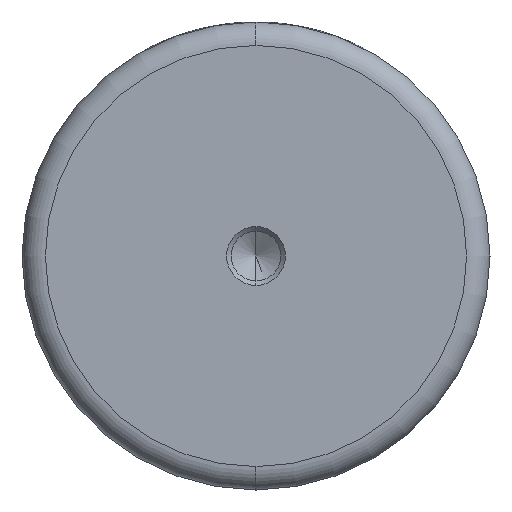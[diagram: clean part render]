
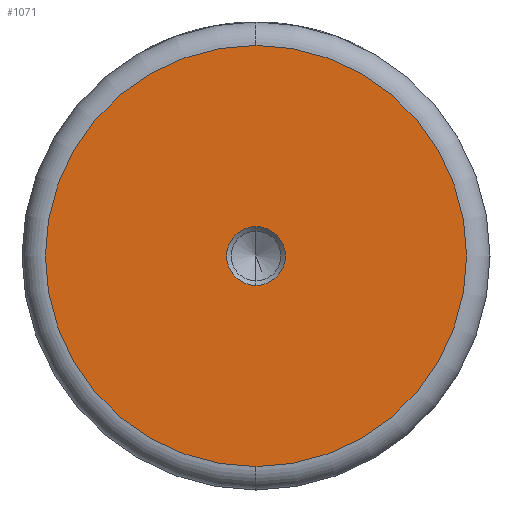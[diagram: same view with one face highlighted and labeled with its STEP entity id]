
A CAD part, left-side view. The second image highlights one B-rep face of the part: STEP entity #1071.
In plain terms, the highlighted planar face has unit normal (-1, 0, 0).
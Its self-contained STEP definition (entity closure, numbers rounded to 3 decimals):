
#37 = AXIS2_PLACEMENT_3D ( 'NONE', #547, #1376, #660 ) ;
#96 = AXIS2_PLACEMENT_3D ( 'NONE', #1178, #479, #1306 ) ;
#202 = EDGE_LOOP ( 'NONE', ( #885, #226 ) ) ;
#216 = AXIS2_PLACEMENT_3D ( 'NONE', #553, #1386, #667 ) ;
#221 = EDGE_LOOP ( 'NONE', ( #255, #1064 ) ) ;
#226 = ORIENTED_EDGE ( 'NONE', *, *, #858, .F. ) ;
#255 = ORIENTED_EDGE ( 'NONE', *, *, #1139, .T. ) ;
#292 = CIRCLE ( 'NONE', #96, 36. ) ;
#302 = VERTEX_POINT ( 'NONE', #1339 ) ;
#343 = FACE_OUTER_BOUND ( 'NONE', #221, .T. ) ;
#479 = DIRECTION ( 'NONE',  ( -1., 0., 0. ) ) ;
#547 = CARTESIAN_POINT ( 'NONE',  ( 0., 0., 0. ) ) ;
#553 = CARTESIAN_POINT ( 'NONE',  ( 0., 0., 0. ) ) ;
#563 = CIRCLE ( 'NONE', #37, 5.025 ) ;
#580 = CARTESIAN_POINT ( 'NONE',  ( 0., 0., 0. ) ) ;
#642 = CIRCLE ( 'NONE', #1093, 36. ) ;
#660 = DIRECTION ( 'NONE',  ( 0., 0., 1. ) ) ;
#667 = DIRECTION ( 'NONE',  ( 0., 0., 1. ) ) ;
#677 = VERTEX_POINT ( 'NONE', #1346 ) ;
#692 = DIRECTION ( 'NONE',  ( 0., 0., 1. ) ) ;
#772 = VERTEX_POINT ( 'NONE', #873 ) ;
#858 = EDGE_CURVE ( 'NONE', #1572, #677, #563, .T. ) ;
#873 = CARTESIAN_POINT ( 'NONE',  ( 0., 0., 36. ) ) ;
#885 = ORIENTED_EDGE ( 'NONE', *, *, #892, .F. ) ;
#892 = EDGE_CURVE ( 'NONE', #677, #1572, #1149, .T. ) ;
#1003 = AXIS2_PLACEMENT_3D ( 'NONE', #1288, #1516, #1533 ) ;
#1064 = ORIENTED_EDGE ( 'NONE', *, *, #1220, .T. ) ;
#1071 = ADVANCED_FACE ( 'NONE', ( #1289, #343 ), #1411, .T. ) ;
#1093 = AXIS2_PLACEMENT_3D ( 'NONE', #580, #1416, #692 ) ;
#1139 = EDGE_CURVE ( 'NONE', #772, #302, #642, .T. ) ;
#1149 = CIRCLE ( 'NONE', #216, 5.025 ) ;
#1178 = CARTESIAN_POINT ( 'NONE',  ( 0., 0., 0. ) ) ;
#1220 = EDGE_CURVE ( 'NONE', #302, #772, #292, .T. ) ;
#1288 = CARTESIAN_POINT ( 'NONE',  ( 0., 0., 0. ) ) ;
#1289 = FACE_BOUND ( 'NONE', #202, .T. ) ;
#1306 = DIRECTION ( 'NONE',  ( 0., 0., 1. ) ) ;
#1339 = CARTESIAN_POINT ( 'NONE',  ( 0., 0., -36. ) ) ;
#1346 = CARTESIAN_POINT ( 'NONE',  ( 0., 0., 5.025 ) ) ;
#1376 = DIRECTION ( 'NONE',  ( -1., 0., 0. ) ) ;
#1386 = DIRECTION ( 'NONE',  ( -1., 0., 0. ) ) ;
#1411 = PLANE ( 'NONE',  #1003 ) ;
#1416 = DIRECTION ( 'NONE',  ( -1., 0., 0. ) ) ;
#1432 = CARTESIAN_POINT ( 'NONE',  ( 0., 0., -5.025 ) ) ;
#1516 = DIRECTION ( 'NONE',  ( -1., 0., 0. ) ) ;
#1533 = DIRECTION ( 'NONE',  ( 0., 0., 1. ) ) ;
#1572 = VERTEX_POINT ( 'NONE', #1432 ) ;
